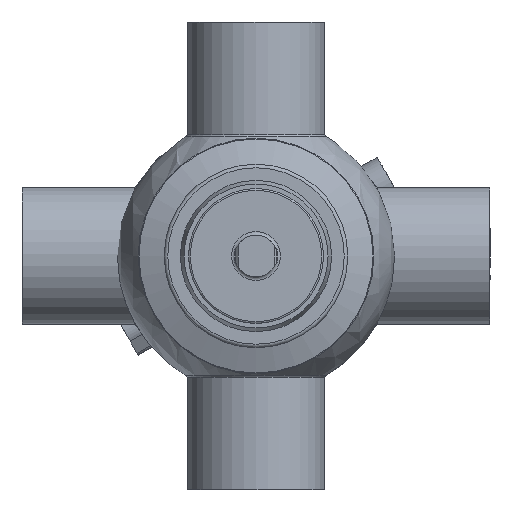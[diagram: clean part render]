
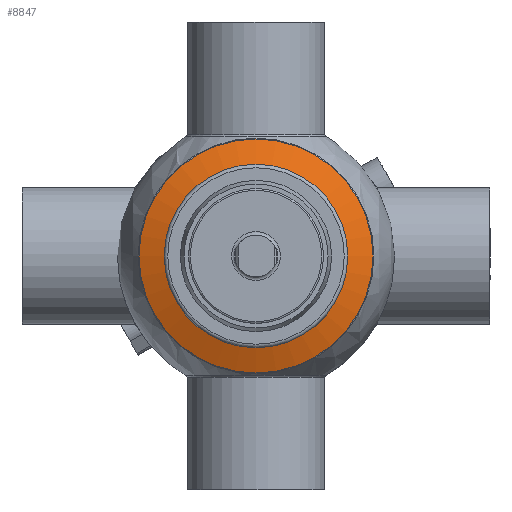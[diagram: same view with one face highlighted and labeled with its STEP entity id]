
A CAD part, front view. The second image highlights one B-rep face of the part: STEP entity #8847.
In plain terms, the highlighted conical face has half-angle 70 degrees and reference radius 58 mm.
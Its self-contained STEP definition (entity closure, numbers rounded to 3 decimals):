
#663=CONICAL_SURFACE('',#10039,58.,1.222);
#1058=FACE_OUTER_BOUND('',#1608,.T.);
#1608=EDGE_LOOP('',(#7717,#7718,#7719,#7720,#7721,#7722));
#2154=LINE('',#16570,#2639);
#2639=VECTOR('',#12586,58.);
#3270=CIRCLE('',#10037,65.);
#3271=CIRCLE('',#10038,65.);
#3272=CIRCLE('',#10040,51.);
#3273=CIRCLE('',#10041,51.);
#4129=VERTEX_POINT('',#16560);
#4130=VERTEX_POINT('',#16561);
#4131=VERTEX_POINT('',#16566);
#4132=VERTEX_POINT('',#16567);
#5368=EDGE_CURVE('',#4129,#4130,#3270,.T.);
#5369=EDGE_CURVE('',#4130,#4129,#3271,.T.);
#5371=EDGE_CURVE('',#4131,#4132,#3272,.T.);
#5372=EDGE_CURVE('',#4132,#4131,#3273,.T.);
#5373=EDGE_CURVE('',#4132,#4130,#2154,.T.);
#7717=ORIENTED_EDGE('',*,*,#5371,.F.);
#7718=ORIENTED_EDGE('',*,*,#5372,.F.);
#7719=ORIENTED_EDGE('',*,*,#5373,.T.);
#7720=ORIENTED_EDGE('',*,*,#5369,.T.);
#7721=ORIENTED_EDGE('',*,*,#5368,.T.);
#7722=ORIENTED_EDGE('',*,*,#5373,.F.);
#8847=ADVANCED_FACE('',(#1058),#663,.T.);
#10037=AXIS2_PLACEMENT_3D('',#16562,#12575,#12576);
#10038=AXIS2_PLACEMENT_3D('',#16563,#12577,#12578);
#10039=AXIS2_PLACEMENT_3D('',#16565,#12580,#12581);
#10040=AXIS2_PLACEMENT_3D('',#16568,#12582,#12583);
#10041=AXIS2_PLACEMENT_3D('',#16569,#12584,#12585);
#12575=DIRECTION('center_axis',(0.,-1.,0.));
#12576=DIRECTION('ref_axis',(1.,0.,0.));
#12577=DIRECTION('center_axis',(0.,-1.,0.));
#12578=DIRECTION('ref_axis',(1.,0.,0.));
#12580=DIRECTION('center_axis',(0.,1.,0.));
#12581=DIRECTION('ref_axis',(1.,0.,0.));
#12582=DIRECTION('center_axis',(0.,-1.,0.));
#12583=DIRECTION('ref_axis',(1.,0.,0.));
#12584=DIRECTION('center_axis',(0.,-1.,0.));
#12585=DIRECTION('ref_axis',(1.,0.,0.));
#12586=DIRECTION('',(-0.94,0.342,0.));
#16560=CARTESIAN_POINT('',(65.,104.,0.));
#16561=CARTESIAN_POINT('',(-65.,104.,0.));
#16562=CARTESIAN_POINT('Origin',(0.,104.,
0.));
#16563=CARTESIAN_POINT('Origin',(0.,104.,
0.));
#16565=CARTESIAN_POINT('Origin',(0.,101.452,
0.));
#16566=CARTESIAN_POINT('',(51.,98.904,0.));
#16567=CARTESIAN_POINT('',(-51.,98.904,0.));
#16568=CARTESIAN_POINT('Origin',(0.,98.904,
0.));
#16569=CARTESIAN_POINT('Origin',(0.,98.904,
0.));
#16570=CARTESIAN_POINT('',(-58.,101.452,0.));
